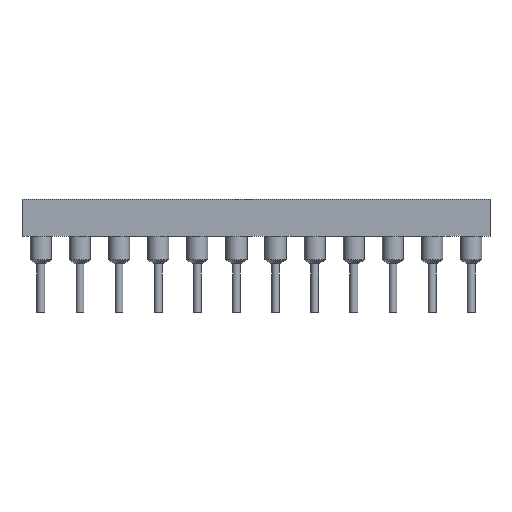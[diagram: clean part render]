
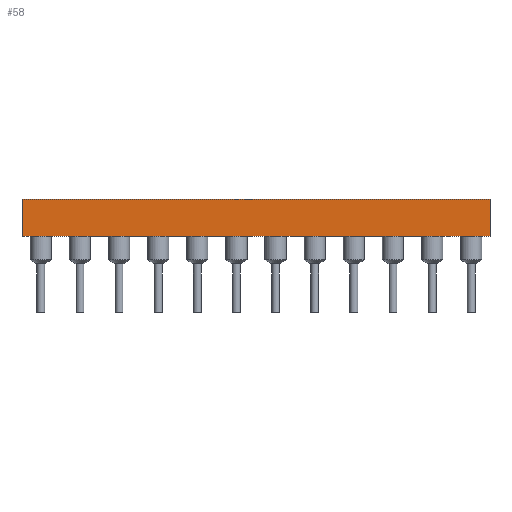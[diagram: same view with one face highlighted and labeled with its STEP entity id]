
A CAD part, front view. The second image highlights one B-rep face of the part: STEP entity #58.
In plain terms, the highlighted planar face has unit normal (0, -1, 0).
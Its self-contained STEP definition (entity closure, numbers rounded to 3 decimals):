
#58=ADVANCED_FACE('',(#488),#489,.T.);
#488=FACE_OUTER_BOUND('',#1348,.T.);
#489=PLANE('',#1349);
#1348=EDGE_LOOP('',(#2322,#2323,#2324,#2325));
#1349=AXIS2_PLACEMENT_3D('',#2326,#2327,#2328);
#2322=ORIENTED_EDGE('',*,*,#5083,.T.);
#2323=ORIENTED_EDGE('',*,*,#5084,.T.);
#2324=ORIENTED_EDGE('',*,*,#5053,.F.);
#2325=ORIENTED_EDGE('',*,*,#5017,.F.);
#2326=CARTESIAN_POINT('',(-15.189,-8.839,0.0));
#2327=DIRECTION('',(0.0,-1.0,0.0));
#2328=DIRECTION('',(0.0,0.0,-1.0));
#5017=EDGE_CURVE('',#5875,#5877,#5878,.T.);
#5053=EDGE_CURVE('',#5877,#5945,#5946,.T.);
#5083=EDGE_CURVE('',#5875,#5996,#5998,.T.);
#5084=EDGE_CURVE('',#5996,#5945,#5999,.T.);
#5875=VERTEX_POINT('',#7203);
#5877=VERTEX_POINT('',#7206);
#5878=LINE('',#7207,#7208);
#5945=VERTEX_POINT('',#7285);
#5946=LINE('',#7286,#7287);
#5996=VERTEX_POINT('',#7356);
#5998=LINE('',#7359,#7360);
#5999=LINE('',#7361,#7362);
#7203=CARTESIAN_POINT('',(-15.189,-8.839,0.0));
#7206=CARTESIAN_POINT('',(15.189,-8.839,0.0));
#7207=CARTESIAN_POINT('',(-15.189,-8.839,0.0));
#7208=VECTOR('',#8890,30.378);
#7285=CARTESIAN_POINT('',(15.189,-8.839,-2.413));
#7286=CARTESIAN_POINT('',(15.189,-8.839,0.0));
#7287=VECTOR('',#8976,2.413);
#7356=CARTESIAN_POINT('',(-15.189,-8.839,-2.413));
#7359=CARTESIAN_POINT('',(-15.189,-8.839,0.0));
#7360=VECTOR('',#9024,2.413);
#7361=CARTESIAN_POINT('',(-15.189,-8.839,-2.413));
#7362=VECTOR('',#9025,30.378);
#8890=DIRECTION('',(1.0,0.0,0.0));
#8976=DIRECTION('',(0.0,0.0,-1.0));
#9024=DIRECTION('',(0.0,0.0,-1.0));
#9025=DIRECTION('',(1.0,0.0,0.0));
